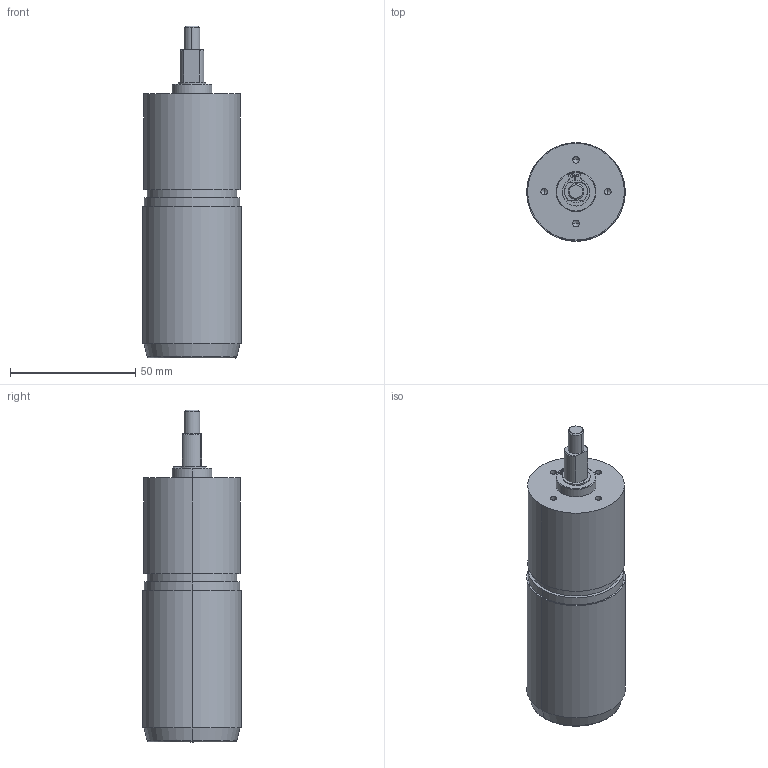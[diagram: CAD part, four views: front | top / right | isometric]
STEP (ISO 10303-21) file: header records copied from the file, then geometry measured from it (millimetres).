
FILE_DESCRIPTION((''),'2;1');
FILE_NAME('Globemotor.stp','2008-01-21T09:20:56',('Owner'),(''),'Autodesk Inventor (R) 6.0','Autodesk Inventor (R) 6.0','');
FILE_SCHEMA(('AUTOMOTIVE_DESIGN { 1 0 10303 214 1 1 1 1 }'));
Length unit declared in the file: inch
Products named in the file (4): Globemotor; Globemotor Body; Globemotor Shaft; 0375 RetainingRingExternal
Assembly tree (3 placements, depth 2):
  Globemotor
    Globemotor Body
    Globemotor Shaft
    0375 RetainingRingExternal
Bounding box: 39.37 x 39.37 x 132.46 mm (x, y, z)
Volume: 83367.6 mm3; surface area: 23733.6 mm2
Topology: 3 solids, 4 shells, 79 faces, 179 edges, 110 vertices
Faces by surface type: cylinder 29, plane 22, bspline 16, cone 10, torus 2
Entity records: 2514 total; most frequent: CARTESIAN_POINT 647, DIRECTION 397, ORIENTED_EDGE 342, EDGE_CURVE 171, AXIS2_PLACEMENT_3D 160, VERTEX_POINT 110, EDGE_LOOP 93, CIRCLE 90
